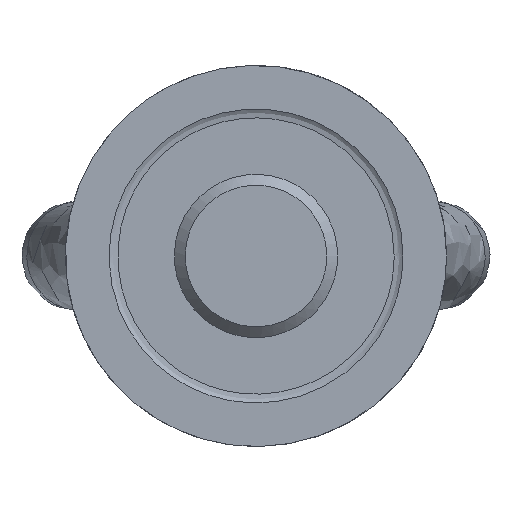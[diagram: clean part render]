
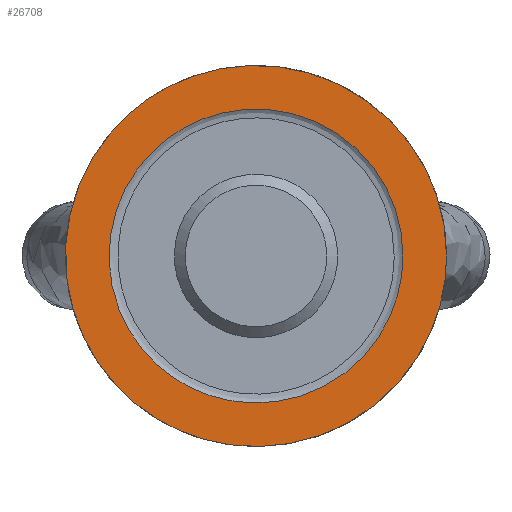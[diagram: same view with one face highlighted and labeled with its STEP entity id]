
A CAD part, front view. The second image highlights one B-rep face of the part: STEP entity #26708.
In plain terms, the highlighted free-form (B-spline) face has degree [1, 1] with [2, 2] control points.
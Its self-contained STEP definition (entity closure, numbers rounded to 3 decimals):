
#26642=CARTESIAN_POINT('V2827',(27.0,-8.1,0.0));
#26643=VERTEX_POINT('V2827',#26642);
#26644=CARTESIAN_POINT('E788',(27.0,-8.1,0.0));
#26645=CARTESIAN_POINT('E788',(27.0,-8.1,
   46.765));
#26646=CARTESIAN_POINT('E788',(-13.5,
   -8.1,23.383));
#26647=CARTESIAN_POINT('E788',(-54.0,-8.1,
   0.));
#26648=CARTESIAN_POINT('E788',(-13.5,
   -8.1,-23.383));
#26649=CARTESIAN_POINT('E788',(27.0,-8.1,
   -46.765));
#26650=CARTESIAN_POINT('E788',(27.0,-8.1,0.0));
#26658=(BOUNDED_CURVE()B_SPLINE_CURVE(2,(#26644,#26645,#26646,
   #26647,#26648,#26649,#26650),.CIRCULAR_ARC.,.T.,.U.)
   B_SPLINE_CURVE_WITH_KNOTS((3,2,2,3),(0.0,49.233,
   98.466,147.699),.UNSPECIFIED.)CURVE()
   GEOMETRIC_REPRESENTATION_ITEM()RATIONAL_B_SPLINE_CURVE((1.0,
   0.5,1.0,0.5,1.0,0.5,1.0)
   )REPRESENTATION_ITEM('E788'));
#26659=EDGE_CURVE('E788',#26643,#26643,#26658,.T.);
#26679=CARTESIAN_POINT('F335',(38.5,-8.1,
   -38.5));
#26680=CARTESIAN_POINT('F335',(38.5,-8.1,
   38.5));
#26681=CARTESIAN_POINT('F335',(-38.5,
   -8.1,-38.5));
#26682=CARTESIAN_POINT('F335',(-38.5,
   -8.1,38.5));
#26683=QUASI_UNIFORM_SURFACE('F335',1,1,((#26679,#26681),(#26680,
   #26682)),.PLANE_SURF.,.F.,.F.,.U.);
#26684=CARTESIAN_POINT('V2828',(35.0,-8.1,0.0));
#26685=VERTEX_POINT('V2828',#26684);
#26686=CARTESIAN_POINT('E790',(35.0,-8.1,0.0));
#26687=CARTESIAN_POINT('E790',(35.0,-8.1,
   60.622));
#26688=CARTESIAN_POINT('E790',(-17.5,
   -8.1,30.311));
#26689=CARTESIAN_POINT('E790',(-70.0,-8.1,
   0.));
#26690=CARTESIAN_POINT('E790',(-17.5,
   -8.1,-30.311));
#26691=CARTESIAN_POINT('E790',(35.0,-8.1,
   -60.622));
#26692=CARTESIAN_POINT('E790',(35.0,-8.1,0.0));
#26700=(BOUNDED_CURVE()B_SPLINE_CURVE(2,(#26686,#26687,#26688,
   #26689,#26690,#26691,#26692),.CIRCULAR_ARC.,.T.,.U.)
   B_SPLINE_CURVE_WITH_KNOTS((3,2,2,3),(0.0,2.957,
   5.914,8.871),.UNSPECIFIED.)CURVE()
   GEOMETRIC_REPRESENTATION_ITEM()RATIONAL_B_SPLINE_CURVE((1.0,
   0.5,1.0,0.5,1.0,0.5,1.0)
   )REPRESENTATION_ITEM('E790'));
#26701=EDGE_CURVE('E790',#26685,#26685,#26700,.T.);
#26702=ORIENTED_EDGE('E790',*,*,#26701,.T.);
#26703=EDGE_LOOP('F335',(#26702));
#26704=FACE_OUTER_BOUND('F335',#26703,.T.);
#26705=ORIENTED_EDGE('E788',*,*,#26659,.F.);
#26706=EDGE_LOOP('F335',(#26705));
#26707=FACE_BOUND('F335',#26706,.T.);
#26708=ADVANCED_FACE('F335',(#26704,#26707),#26683,.T.);
